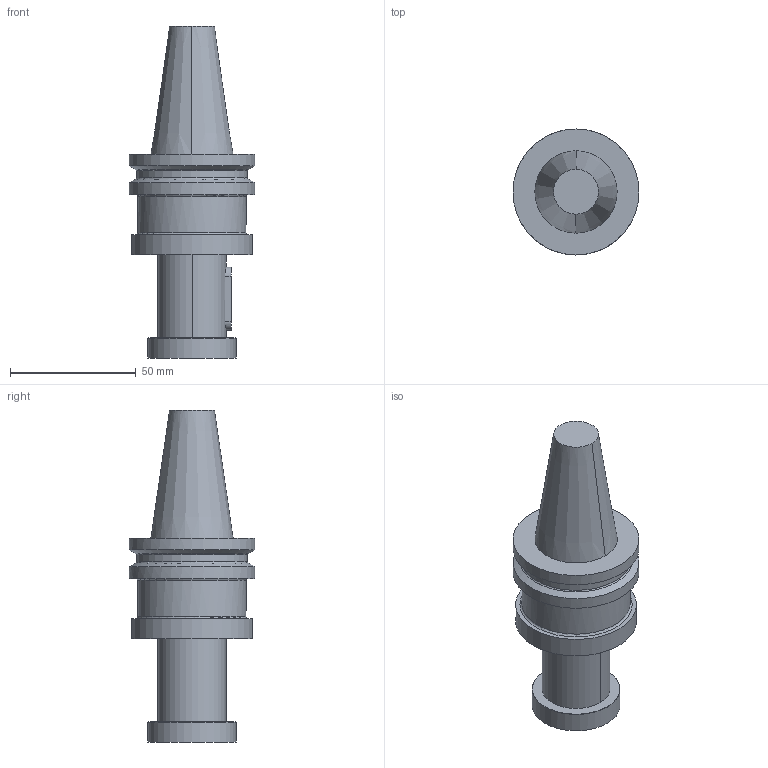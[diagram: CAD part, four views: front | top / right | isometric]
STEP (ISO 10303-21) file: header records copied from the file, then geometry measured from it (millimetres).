
FILE_DESCRIPTION(/* description */ (''),/* implementation_level */ '2;1');
FILE_NAME(/* name */ '6987130AD_FMH227055_205393593ndi000_00_SIM.stp',/* time_stamp */ '2024-07-22T11:09:11+02:00',/* author */ (''),/* organization */ (''),/* preprocessor_version */ 'ST-DEVELOPER v16.7',/* originating_system */ 'SIEMENS PLM Software NX 12.0',/* authorisation */ '');
FILE_SCHEMA (('AUTOMOTIVE_DESIGN { 1 0 10303 214 3 1 1 1 }'));
Length unit declared in the file: millimetre
Products named in the file (1): pf6612088076yup8
Bounding box: 50 x 50 x 131.8 mm (x, y, z)
Volume: 119803.9 mm3; surface area: 18892.7 mm2
Topology: 1 solids, 1 shells, 29 faces, 66 edges, 45 vertices
Faces by surface type: plane 10, cylinder 10, cone 5, torus 4
Full cylindrical faces by diameter (mm): 35 x1, 43 x1, 44.05 x1, 48 x1, 50 x2
Entity records: 805 total; most frequent: CARTESIAN_POINT 173, DIRECTION 136, ORIENTED_EDGE 88, AXIS2_PLACEMENT_3D 61, EDGE_LOOP 48, EDGE_CURVE 44, FACE_BOUND 38, VERTEX_POINT 36
